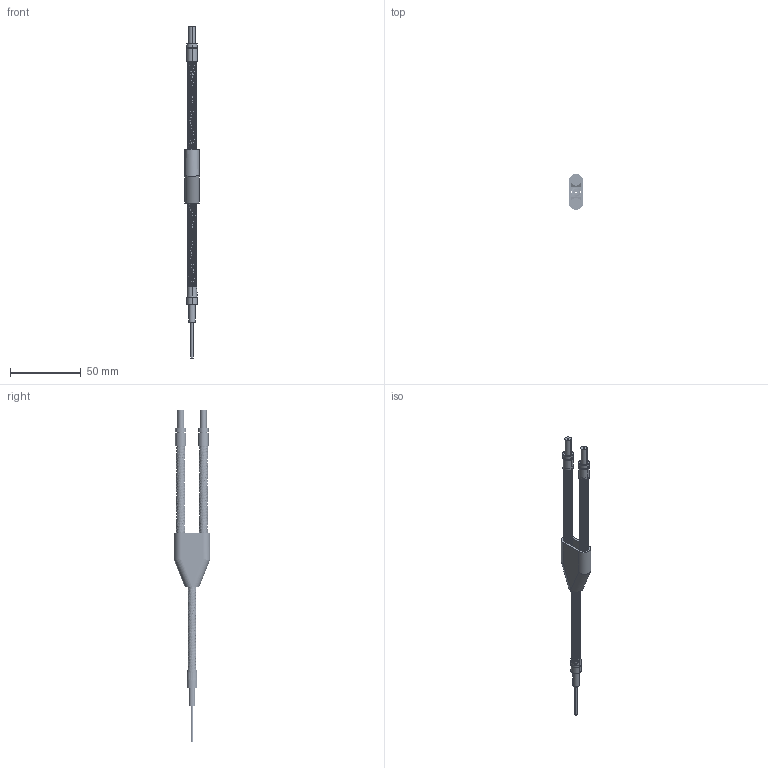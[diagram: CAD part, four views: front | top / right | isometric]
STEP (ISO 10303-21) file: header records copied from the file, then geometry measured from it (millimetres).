
FILE_DESCRIPTION((''),'2;1');
FILE_NAME('161926_ASM','2016-02-09T',('pdmadmin'),(''),'PRO/ENGINEER BY PARAMETRIC TECHNOLOGY CORPORATION, 2013230','PRO/ENGINEER BY PARAMETRIC TECHNOLOGY CORPORATION, 2013230','');
FILE_SCHEMA(('CONFIG_CONTROL_DESIGN'));
Length unit declared in the file: inch
Products named in the file (7): SHRINK_TUBE_3X-25_X_1-5; SS_TUBING_25; COLLAR_-5_X_-29; TERMINUS_-29; PROBE_-18_X_-50; PROBE_-06_X_1-0; 161926_ASM
Assembly tree (9 placements, depth 2):
  161926_ASM
    SHRINK_TUBE_3X-25_X_1-5
    SS_TUBING_25  x3
    COLLAR_-5_X_-29
    TERMINUS_-29  x2
    PROBE_-18_X_-50
    PROBE_-06_X_1-0
Bounding box: 10.16 x 25.4 x 235.05 mm (x, y, z)
Volume: 7504.4 mm3; surface area: 21525.2 mm2
Topology: 9 solids, 9 shells, 418 faces, 866 edges, 472 vertices
Faces by surface type: bspline 324, cylinder 48, plane 36, cone 10
Entity records: 30130 total; most frequent: CARTESIAN_POINT 26757, ORIENTED_EDGE 728, DIRECTION 482, EDGE_CURVE 364, VERTEX_POINT 204, EDGE_LOOP 188, VECTOR 184, LINE 184
